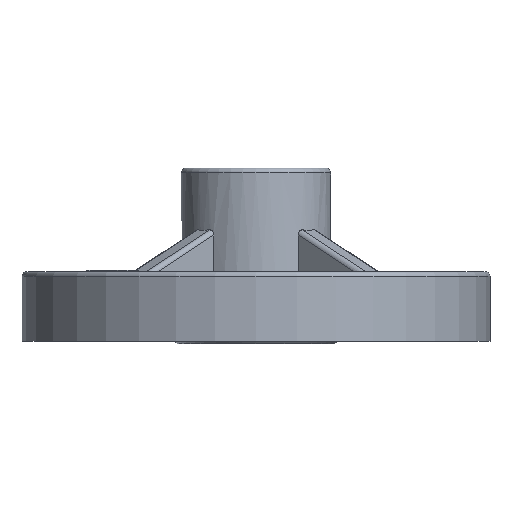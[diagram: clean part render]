
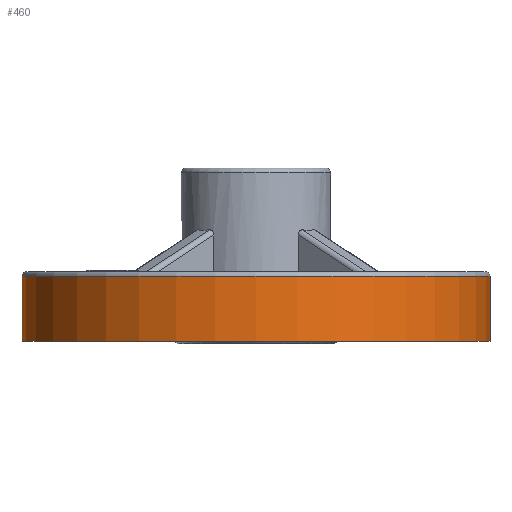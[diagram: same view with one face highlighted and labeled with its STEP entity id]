
A CAD part, front view. The second image highlights one B-rep face of the part: STEP entity #460.
In plain terms, the highlighted cylindrical face has radius 47.5 mm (diameter 95 mm), a full revolution.
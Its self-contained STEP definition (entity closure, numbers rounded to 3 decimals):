
#130=CYLINDRICAL_SURFACE('',#5089,47.5);
#460=ADVANCED_FACE('',(#1627,#1628),#130,.T.);
#1526=CIRCLE('',#5087,47.5);
#1527=CIRCLE('',#5088,47.5);
#1627=FACE_BOUND('',#1727,.T.);
#1628=FACE_BOUND('',#1728,.T.);
#1727=EDGE_LOOP('',(#2339));
#1728=EDGE_LOOP('',(#2340));
#2339=ORIENTED_EDGE('',*,*,#4218,.T.);
#2340=ORIENTED_EDGE('',*,*,#4219,.T.);
#3720=VERTEX_POINT('',#7778);
#3721=VERTEX_POINT('',#7780);
#4218=EDGE_CURVE('',#3720,#3720,#1526,.T.);
#4219=EDGE_CURVE('',#3721,#3721,#1527,.T.);
#5087=AXIS2_PLACEMENT_3D('',#7777,#5676,#5677);
#5088=AXIS2_PLACEMENT_3D('',#7779,#5678,#5679);
#5089=AXIS2_PLACEMENT_3D('',#7781,#5680,#5681);
#5676=DIRECTION('',(0.,0.,-1.));
#5677=DIRECTION('',(1.,0.,0.));
#5678=DIRECTION('',(0.,0.,1.));
#5679=DIRECTION('',(1.,0.,0.));
#5680=DIRECTION('',(0.,0.,1.));
#5681=DIRECTION('',(1.,0.,0.));
#7777=CARTESIAN_POINT('',(-351.,0.,13.2));
#7778=CARTESIAN_POINT('',(-303.5,0.,13.2));
#7779=CARTESIAN_POINT('',(-351.,0.,0.));
#7780=CARTESIAN_POINT('',(-303.5,0.,0.));
#7781=CARTESIAN_POINT('',(-351.,0.,0.));
